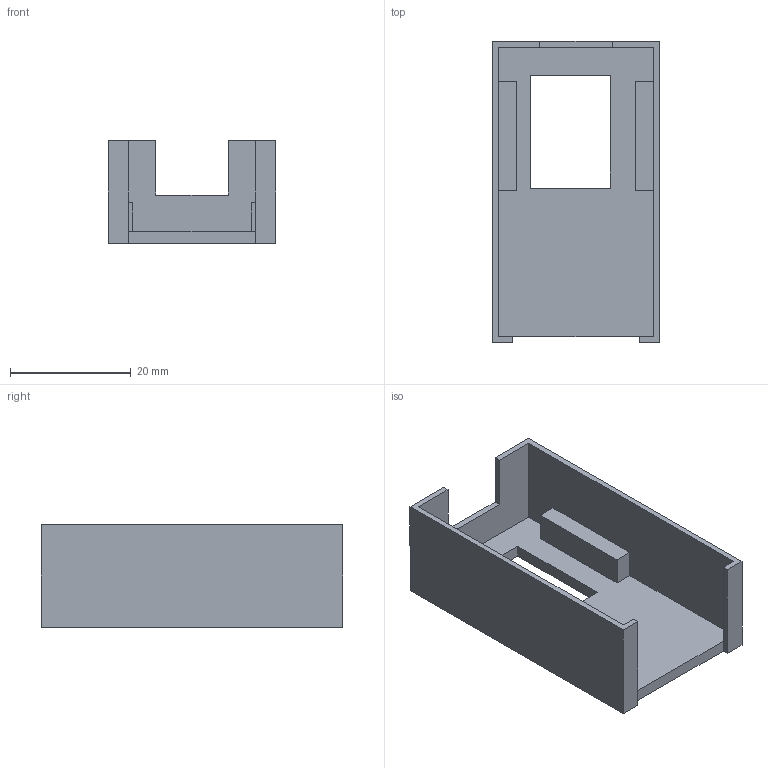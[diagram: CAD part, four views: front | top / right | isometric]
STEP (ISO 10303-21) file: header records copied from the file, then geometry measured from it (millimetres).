
FILE_DESCRIPTION(('FreeCAD Model'),'2;1');
FILE_NAME('7seg-top-part-model1.step','2016-10-06T17:15:58',('Author'),(''), 'Open CASCADE STEP processor 6.8','FreeCAD','Unknown');
FILE_SCHEMA(('AUTOMOTIVE_DESIGN_CC2 { 1 2 10303 214 -1 1 5 4 }'));
Length unit declared in the file: inch
Products named in the file (2): ASSEMBLY; Top-part-model1
Assembly tree (1 placements, depth 2):
  ASSEMBLY
    Top-part-model1
Bounding box: 27.8 x 49.9 x 17 mm (x, y, z)
Volume: 4590.6 mm3; surface area: 6478.2 mm2
Topology: 1 solids, 1 shells, 32 faces, 88 edges, 58 vertices
Faces by surface type: plane 32
Entity records: 2161 total; most frequent: CARTESIAN_POINT 382, DIRECTION 306, LINE 238, VECTOR 238, ORIENTED_EDGE 176, PCURVE 176, DEFINITIONAL_REPRESENTATION 176, EDGE_CURVE 88
